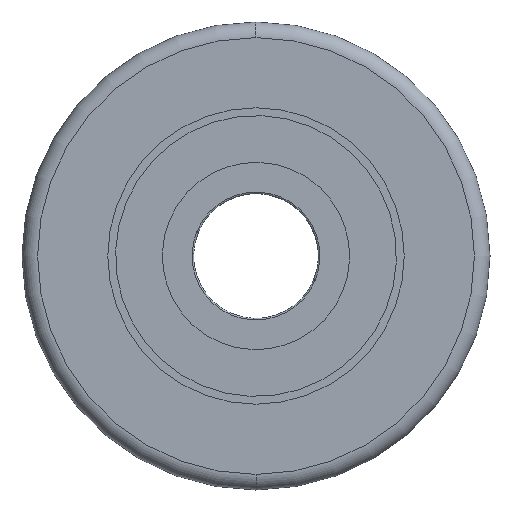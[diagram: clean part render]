
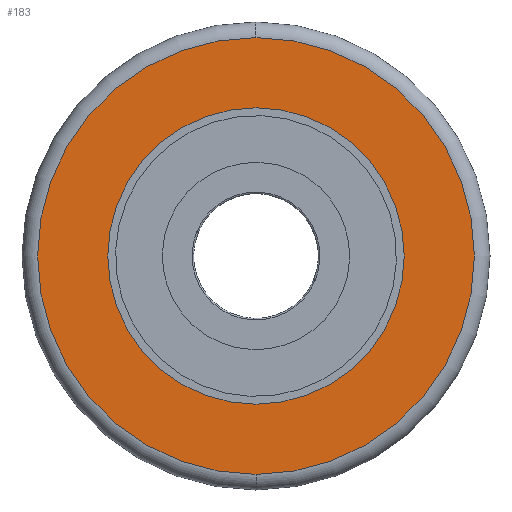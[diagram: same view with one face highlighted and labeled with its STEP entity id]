
A CAD part, left-side view. The second image highlights one B-rep face of the part: STEP entity #183.
In plain terms, the highlighted planar face has unit normal (-1, 0, 0).
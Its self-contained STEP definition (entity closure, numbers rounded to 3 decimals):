
#5 = ORIENTED_EDGE ( 'NONE', *, *, #710, .F. ) ;
#46 = EDGE_CURVE ( 'NONE', #129, #643, #57, .T. ) ;
#57 = CIRCLE ( 'NONE', #272, 14. ) ;
#58 = DIRECTION ( 'NONE',  ( 1., 0., 0. ) ) ;
#122 = DIRECTION ( 'NONE',  ( -1., 0., 0. ) ) ;
#129 = VERTEX_POINT ( 'NONE', #1155 ) ;
#136 = PLANE ( 'NONE',  #214 ) ;
#175 = CIRCLE ( 'NONE', #1010, 14. ) ;
#183 = ADVANCED_FACE ( 'NONE', ( #1344, #414 ), #136, .F. ) ;
#214 = AXIS2_PLACEMENT_3D ( 'NONE', #954, #58, #939 ) ;
#240 = DIRECTION ( 'NONE',  ( 0., 0., -1. ) ) ;
#272 = AXIS2_PLACEMENT_3D ( 'NONE', #931, #1050, #484 ) ;
#290 = VERTEX_POINT ( 'NONE', #974 ) ;
#344 = ORIENTED_EDGE ( 'NONE', *, *, #1130, .T. ) ;
#357 = DIRECTION ( 'NONE',  ( -1., 0., 0. ) ) ;
#371 = AXIS2_PLACEMENT_3D ( 'NONE', #433, #122, #1332 ) ;
#381 = ORIENTED_EDGE ( 'NONE', *, *, #46, .T. ) ;
#414 = FACE_BOUND ( 'NONE', #970, .T. ) ;
#433 = CARTESIAN_POINT ( 'NONE',  ( -5.5, 0., 0. ) ) ;
#484 = DIRECTION ( 'NONE',  ( 0., 0., -1. ) ) ;
#643 = VERTEX_POINT ( 'NONE', #1269 ) ;
#710 = EDGE_CURVE ( 'NONE', #290, #1014, #825, .T. ) ;
#800 = CIRCLE ( 'NONE', #1361, 9.5 ) ;
#825 = CIRCLE ( 'NONE', #371, 9.5 ) ;
#865 = DIRECTION ( 'NONE',  ( 0., 0., 1. ) ) ;
#931 = CARTESIAN_POINT ( 'NONE',  ( -5.5, 0., 0. ) ) ;
#939 = DIRECTION ( 'NONE',  ( 0., 0., -1. ) ) ;
#954 = CARTESIAN_POINT ( 'NONE',  ( -5.5, 9.5, 0. ) ) ;
#962 = CARTESIAN_POINT ( 'NONE',  ( -5.5, 0., 0. ) ) ;
#970 = EDGE_LOOP ( 'NONE', ( #5, #1190 ) ) ;
#974 = CARTESIAN_POINT ( 'NONE',  ( -5.5, 0., 9.5 ) ) ;
#979 = DIRECTION ( 'NONE',  ( -1., 0., 0. ) ) ;
#1010 = AXIS2_PLACEMENT_3D ( 'NONE', #1235, #357, #240 ) ;
#1014 = VERTEX_POINT ( 'NONE', #1229 ) ;
#1050 = DIRECTION ( 'NONE',  ( -1., 0., 0. ) ) ;
#1130 = EDGE_CURVE ( 'NONE', #643, #129, #175, .T. ) ;
#1155 = CARTESIAN_POINT ( 'NONE',  ( -5.5, 0., -14. ) ) ;
#1190 = ORIENTED_EDGE ( 'NONE', *, *, #1457, .F. ) ;
#1229 = CARTESIAN_POINT ( 'NONE',  ( -5.5, 0., -9.5 ) ) ;
#1235 = CARTESIAN_POINT ( 'NONE',  ( -5.5, 0., 0. ) ) ;
#1253 = EDGE_LOOP ( 'NONE', ( #381, #344 ) ) ;
#1269 = CARTESIAN_POINT ( 'NONE',  ( -5.5, 0., 14. ) ) ;
#1332 = DIRECTION ( 'NONE',  ( 0., 0., 1. ) ) ;
#1344 = FACE_OUTER_BOUND ( 'NONE', #1253, .T. ) ;
#1361 = AXIS2_PLACEMENT_3D ( 'NONE', #962, #979, #865 ) ;
#1457 = EDGE_CURVE ( 'NONE', #1014, #290, #800, .T. ) ;
